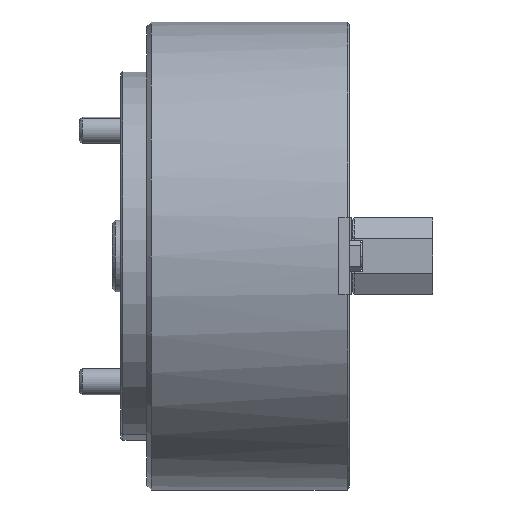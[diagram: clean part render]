
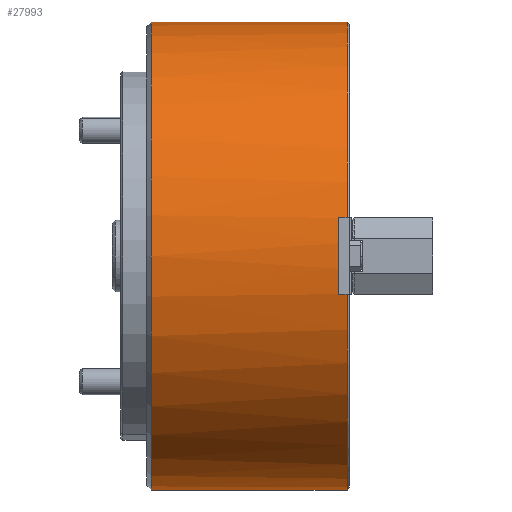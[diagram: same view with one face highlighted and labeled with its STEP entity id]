
A CAD part, front view. The second image highlights one B-rep face of the part: STEP entity #27993.
In plain terms, the highlighted cylindrical face has radius 107.5 mm (diameter 215 mm), a partial arc.
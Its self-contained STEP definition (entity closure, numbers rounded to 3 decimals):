
#398 = EDGE_CURVE ( 'NONE', #43762, #43355, #24590, .T. ) ;
#881 = DIRECTION ( 'NONE',  ( -1., 0., 0. ) ) ;
#1072 = EDGE_CURVE ( 'NONE', #38206, #10581, #15834, .T. ) ;
#1496 = VERTEX_POINT ( 'NONE', #24457 ) ;
#1531 = DIRECTION ( 'NONE',  ( -1., 0., 0. ) ) ;
#1579 = VECTOR ( 'NONE', #15075, 1000. ) ;
#2975 = VERTEX_POINT ( 'NONE', #3520 ) ;
#3169 = ORIENTED_EDGE ( 'NONE', *, *, #398, .F. ) ;
#3245 = ORIENTED_EDGE ( 'NONE', *, *, #5295, .T. ) ;
#3491 = VECTOR ( 'NONE', #881, 1000. ) ;
#3520 = CARTESIAN_POINT ( 'NONE',  ( 92., -106.066, 17.5 ) ) ;
#3580 = CARTESIAN_POINT ( 'NONE',  ( 2., 0., 0. ) ) ;
#4141 = EDGE_CURVE ( 'NONE', #10581, #43355, #24759, .T. ) ;
#5052 = DIRECTION ( 'NONE',  ( 0., 0., 1. ) ) ;
#5295 = EDGE_CURVE ( 'NONE', #43762, #1496, #28471, .T. ) ;
#6056 = VECTOR ( 'NONE', #38057, 1000. ) ;
#6301 = CARTESIAN_POINT ( 'NONE',  ( 92., 0., 0. ) ) ;
#6792 = ORIENTED_EDGE ( 'NONE', *, *, #12539, .T. ) ;
#7103 = DIRECTION ( 'NONE',  ( 0., 0., -1. ) ) ;
#7440 = CARTESIAN_POINT ( 'NONE',  ( 92., 0., 0. ) ) ;
#8148 = EDGE_CURVE ( 'NONE', #15392, #2975, #27202, .T. ) ;
#8485 = EDGE_CURVE ( 'NONE', #37661, #15392, #41902, .T. ) ;
#9213 = CARTESIAN_POINT ( 'NONE',  ( 92., 0., -107.5 ) ) ;
#9808 = DIRECTION ( 'NONE',  ( 0., 0., 1. ) ) ;
#10581 = VERTEX_POINT ( 'NONE', #32620 ) ;
#10933 = DIRECTION ( 'NONE',  ( 0., 0., 1. ) ) ;
#12539 = EDGE_CURVE ( 'NONE', #1496, #37661, #40569, .T. ) ;
#13117 = ORIENTED_EDGE ( 'NONE', *, *, #8485, .T. ) ;
#13228 = CARTESIAN_POINT ( 'NONE',  ( 2., 0., -107.5 ) ) ;
#13630 = VECTOR ( 'NONE', #43341, 1000. ) ;
#14135 = AXIS2_PLACEMENT_3D ( 'NONE', #7440, #31812, #10933 ) ;
#15075 = DIRECTION ( 'NONE',  ( 1., 0., 0. ) ) ;
#15392 = VERTEX_POINT ( 'NONE', #32669 ) ;
#15626 = DIRECTION ( 'NONE',  ( -1., 0., 0. ) ) ;
#15731 = CARTESIAN_POINT ( 'NONE',  ( 92., 0., 107.5 ) ) ;
#15834 = LINE ( 'NONE', #43589, #13630 ) ;
#16369 = CYLINDRICAL_SURFACE ( 'NONE', #35450, 107.5 ) ;
#17989 = CARTESIAN_POINT ( 'NONE',  ( 0., 0., -107.5 ) ) ;
#20686 = EDGE_LOOP ( 'NONE', ( #3169, #3245, #6792, #13117, #25964, #44317, #44052, #25369 ) ) ;
#21768 = CARTESIAN_POINT ( 'NONE',  ( 0., -106.066, -17.5 ) ) ;
#24457 = CARTESIAN_POINT ( 'NONE',  ( 92., -106.066, -17.5 ) ) ;
#24590 = LINE ( 'NONE', #17989, #6056 ) ;
#24655 = CARTESIAN_POINT ( 'NONE',  ( 0., -106.066, 17.5 ) ) ;
#24759 = CIRCLE ( 'NONE', #42731, 107.5 ) ;
#25369 = ORIENTED_EDGE ( 'NONE', *, *, #4141, .T. ) ;
#25964 = ORIENTED_EDGE ( 'NONE', *, *, #8148, .T. ) ;
#26105 = CIRCLE ( 'NONE', #26918, 107.5 ) ;
#26918 = AXIS2_PLACEMENT_3D ( 'NONE', #6301, #30673, #9808 ) ;
#27202 = LINE ( 'NONE', #24655, #1579 ) ;
#27974 = DIRECTION ( 'NONE',  ( 1., 0., 0. ) ) ;
#27993 = ADVANCED_FACE ( 'NONE', ( #35939 ), #16369, .T. ) ;
#28471 = CIRCLE ( 'NONE', #14135, 107.5 ) ;
#29605 = CARTESIAN_POINT ( 'NONE',  ( 88., -106.066, -17.5 ) ) ;
#30673 = DIRECTION ( 'NONE',  ( -1., 0., 0. ) ) ;
#31812 = DIRECTION ( 'NONE',  ( -1., 0., 0. ) ) ;
#32620 = CARTESIAN_POINT ( 'NONE',  ( 2., 0., 107.5 ) ) ;
#32669 = CARTESIAN_POINT ( 'NONE',  ( 88., -106.066, 17.5 ) ) ;
#34053 = AXIS2_PLACEMENT_3D ( 'NONE', #36444, #15626, #39978 ) ;
#35450 = AXIS2_PLACEMENT_3D ( 'NONE', #36246, #1531, #5052 ) ;
#35939 = FACE_OUTER_BOUND ( 'NONE', #20686, .T. ) ;
#36246 = CARTESIAN_POINT ( 'NONE',  ( 0., 0., 0. ) ) ;
#36444 = CARTESIAN_POINT ( 'NONE',  ( 88., 0., 0. ) ) ;
#37334 = EDGE_CURVE ( 'NONE', #2975, #38206, #26105, .T. ) ;
#37661 = VERTEX_POINT ( 'NONE', #29605 ) ;
#38057 = DIRECTION ( 'NONE',  ( -1., 0., 0. ) ) ;
#38206 = VERTEX_POINT ( 'NONE', #15731 ) ;
#39978 = DIRECTION ( 'NONE',  ( 0., 0., 1. ) ) ;
#40569 = LINE ( 'NONE', #21768, #3491 ) ;
#41902 = CIRCLE ( 'NONE', #34053, 107.5 ) ;
#42731 = AXIS2_PLACEMENT_3D ( 'NONE', #3580, #27974, #7103 ) ;
#43341 = DIRECTION ( 'NONE',  ( -1., 0., 0. ) ) ;
#43355 = VERTEX_POINT ( 'NONE', #13228 ) ;
#43589 = CARTESIAN_POINT ( 'NONE',  ( 0., 0., 107.5 ) ) ;
#43762 = VERTEX_POINT ( 'NONE', #9213 ) ;
#44052 = ORIENTED_EDGE ( 'NONE', *, *, #1072, .T. ) ;
#44317 = ORIENTED_EDGE ( 'NONE', *, *, #37334, .T. ) ;
